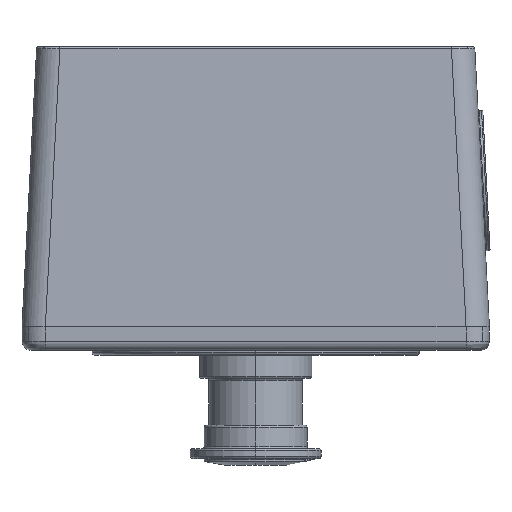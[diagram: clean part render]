
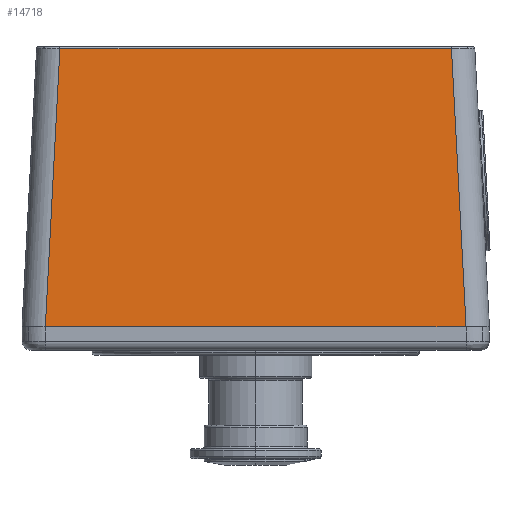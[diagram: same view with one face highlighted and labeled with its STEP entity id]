
A CAD part, left-side view. The second image highlights one B-rep face of the part: STEP entity #14718.
In plain terms, the highlighted planar face has unit normal (-0.999, 0, 0.052).
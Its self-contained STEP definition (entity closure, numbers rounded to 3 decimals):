
#390 = VERTEX_POINT ( 'NONE', #9006 ) ;
#848 = VERTEX_POINT ( 'NONE', #7713 ) ;
#1060 = EDGE_CURVE ( 'NONE', #14185, #848, #12125, .T. ) ;
#1190 = EDGE_CURVE ( 'NONE', #848, #11496, #10453, .T. ) ;
#1403 = DIRECTION ( 'NONE',  ( -0.052, 0.052, -0.997 ) ) ;
#1525 = AXIS2_PLACEMENT_3D ( 'NONE', #17347, #10301, #22688 ) ;
#2175 = EDGE_CURVE ( 'NONE', #11496, #390, #5405, .T. ) ;
#2367 = CARTESIAN_POINT ( 'NONE',  ( -50., -50., 0. ) ) ;
#2409 = ORIENTED_EDGE ( 'NONE', *, *, #2175, .T. ) ;
#2988 = CARTESIAN_POINT ( 'NONE',  ( -50.014, -45.02, -0.26 ) ) ;
#4053 = CARTESIAN_POINT ( 'NONE',  ( -50., -45.007, 0. ) ) ;
#5405 = LINE ( 'NONE', #2988, #6540 ) ;
#6540 = VECTOR ( 'NONE', #22504, 1000. ) ;
#6920 = EDGE_LOOP ( 'NONE', ( #2409, #12990, #22689, #21916 ) ) ;
#7713 = CARTESIAN_POINT ( 'NONE',  ( -50., 45.007, 0. ) ) ;
#7824 = FACE_OUTER_BOUND ( 'NONE', #6920, .T. ) ;
#8455 = PLANE ( 'NONE',  #1525 ) ;
#9006 = CARTESIAN_POINT ( 'NONE',  ( -46.88, -41.887, 59.526 ) ) ;
#10301 = DIRECTION ( 'NONE',  ( -0.999, 0., 0.052 ) ) ;
#10453 = LINE ( 'NONE', #2367, #14602 ) ;
#10800 = EDGE_CURVE ( 'NONE', #390, #14185, #21419, .T. ) ;
#11442 = VECTOR ( 'NONE', #18780, 1000. ) ;
#11496 = VERTEX_POINT ( 'NONE', #4053 ) ;
#11673 = CARTESIAN_POINT ( 'NONE',  ( -46.88, -50., 59.526 ) ) ;
#12125 = LINE ( 'NONE', #13796, #20986 ) ;
#12990 = ORIENTED_EDGE ( 'NONE', *, *, #10800, .T. ) ;
#13796 = CARTESIAN_POINT ( 'NONE',  ( -49.74, 44.747, 4.952 ) ) ;
#14185 = VERTEX_POINT ( 'NONE', #19576 ) ;
#14602 = VECTOR ( 'NONE', #20669, 1000. ) ;
#14718 = ADVANCED_FACE ( 'NONE', ( #7824 ), #8455, .T. ) ;
#17347 = CARTESIAN_POINT ( 'NONE',  ( -50., -50., 0. ) ) ;
#18780 = DIRECTION ( 'NONE',  ( 0., 1., 0. ) ) ;
#19576 = CARTESIAN_POINT ( 'NONE',  ( -46.88, 41.887, 59.526 ) ) ;
#20669 = DIRECTION ( 'NONE',  ( 0., -1., 0. ) ) ;
#20986 = VECTOR ( 'NONE', #1403, 1000. ) ;
#21419 = LINE ( 'NONE', #11673, #11442 ) ;
#21916 = ORIENTED_EDGE ( 'NONE', *, *, #1190, .T. ) ;
#22504 = DIRECTION ( 'NONE',  ( 0.052, 0.052, 0.997 ) ) ;
#22688 = DIRECTION ( 'NONE',  ( 0.052, 0., 0.999 ) ) ;
#22689 = ORIENTED_EDGE ( 'NONE', *, *, #1060, .T. ) ;
